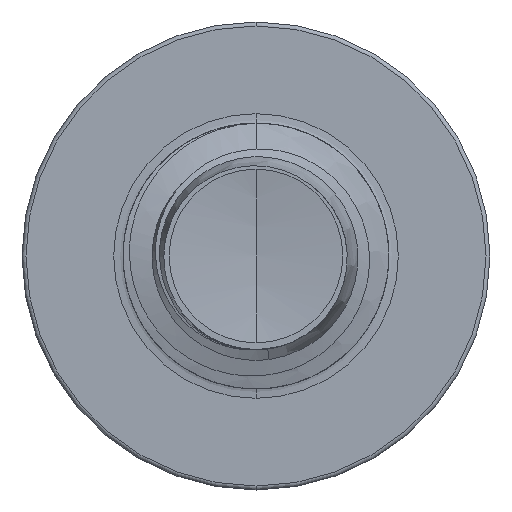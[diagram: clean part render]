
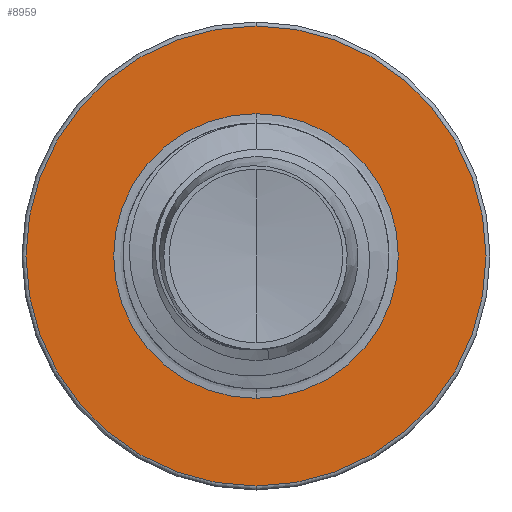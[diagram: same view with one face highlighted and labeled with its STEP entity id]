
A CAD part, front view. The second image highlights one B-rep face of the part: STEP entity #8959.
In plain terms, the highlighted planar face has unit normal (0, -1, 0).
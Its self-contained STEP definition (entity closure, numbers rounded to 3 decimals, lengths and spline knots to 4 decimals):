
#3258 = EDGE_LOOP ( 'NONE', ( #17015, #16555 ) ) ;
#4714 = FACE_OUTER_BOUND ( 'NONE', #26148, .T. ) ;
#5289 = DIRECTION ( 'NONE',  ( 0., 0., 1. ) ) ;
#5296 = DIRECTION ( 'NONE',  ( 0., 1., 0. ) ) ;
#5339 = CARTESIAN_POINT ( 'NONE',  ( 0., 22.5, 0. ) ) ;
#5997 = VERTEX_POINT ( 'NONE', #16757 ) ;
#6762 = CIRCLE ( 'NONE', #31453, 4.325 ) ;
#6794 = CIRCLE ( 'NONE', #36263, 2.6768 ) ;
#7141 = CARTESIAN_POINT ( 'NONE',  ( 0., 22.5, -4.325 ) ) ;
#8098 = EDGE_CURVE ( 'NONE', #17384, #27889, #6794, .T. ) ;
#8727 = CARTESIAN_POINT ( 'NONE',  ( 0., 22.5, -2.6768 ) ) ;
#8959 = ADVANCED_FACE ( 'NONE', ( #4714, #26446 ), #21526, .F. ) ;
#11750 = CARTESIAN_POINT ( 'NONE',  ( 0., 22.5, 0. ) ) ;
#13161 = CARTESIAN_POINT ( 'NONE',  ( 0., 22.5, 0. ) ) ;
#13975 = EDGE_CURVE ( 'NONE', #19190, #5997, #22107, .T. ) ;
#14911 = DIRECTION ( 'NONE',  ( 0., 0., 1. ) ) ;
#16279 = DIRECTION ( 'NONE',  ( 0., 0., 1. ) ) ;
#16555 = ORIENTED_EDGE ( 'NONE', *, *, #8098, .T. ) ;
#16757 = CARTESIAN_POINT ( 'NONE',  ( 0., 22.5, 4.325 ) ) ;
#16773 = CARTESIAN_POINT ( 'NONE',  ( 0., 22.5, 2.6768 ) ) ;
#17015 = ORIENTED_EDGE ( 'NONE', *, *, #24347, .T. ) ;
#17384 = VERTEX_POINT ( 'NONE', #8727 ) ;
#18356 = ORIENTED_EDGE ( 'NONE', *, *, #22352, .F. ) ;
#19190 = VERTEX_POINT ( 'NONE', #7141 ) ;
#21471 = DIRECTION ( 'NONE',  ( 0., 0., 1. ) ) ;
#21477 = DIRECTION ( 'NONE',  ( 0., 1., 0. ) ) ;
#21526 = PLANE ( 'NONE',  #23732 ) ;
#22107 = CIRCLE ( 'NONE', #22439, 4.325 ) ;
#22352 = EDGE_CURVE ( 'NONE', #5997, #19190, #6762, .T. ) ;
#22439 = AXIS2_PLACEMENT_3D ( 'NONE', #35871, #35863, #35833 ) ;
#23732 = AXIS2_PLACEMENT_3D ( 'NONE', #24207, #21477, #21471 ) ;
#24207 = CARTESIAN_POINT ( 'NONE',  ( 0., 22.5, -2.6768 ) ) ;
#24347 = EDGE_CURVE ( 'NONE', #27889, #17384, #29803, .T. ) ;
#24498 = ORIENTED_EDGE ( 'NONE', *, *, #13975, .F. ) ;
#26148 = EDGE_LOOP ( 'NONE', ( #18356, #24498 ) ) ;
#26446 = FACE_BOUND ( 'NONE', #3258, .T. ) ;
#27889 = VERTEX_POINT ( 'NONE', #16773 ) ;
#29803 = CIRCLE ( 'NONE', #34286, 2.6768 ) ;
#30754 = DIRECTION ( 'NONE',  ( 0., 1., 0. ) ) ;
#31453 = AXIS2_PLACEMENT_3D ( 'NONE', #13161, #31853, #16279 ) ;
#31853 = DIRECTION ( 'NONE',  ( 0., 1., 0. ) ) ;
#34286 = AXIS2_PLACEMENT_3D ( 'NONE', #11750, #30754, #14911 ) ;
#35833 = DIRECTION ( 'NONE',  ( 0., 0., 1. ) ) ;
#35863 = DIRECTION ( 'NONE',  ( 0., 1., 0. ) ) ;
#35871 = CARTESIAN_POINT ( 'NONE',  ( 0., 22.5, 0. ) ) ;
#36263 = AXIS2_PLACEMENT_3D ( 'NONE', #5339, #5296, #5289 ) ;
